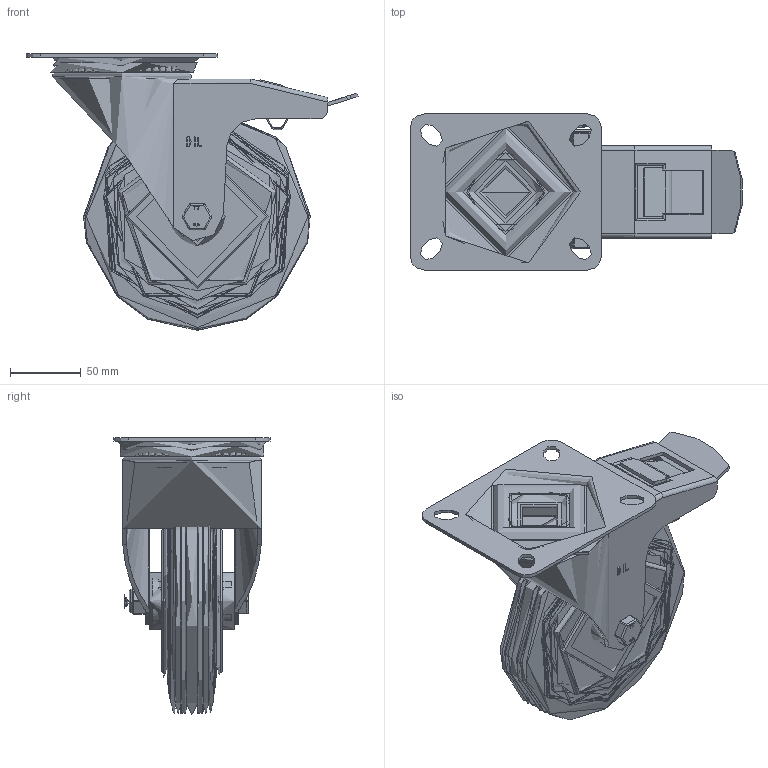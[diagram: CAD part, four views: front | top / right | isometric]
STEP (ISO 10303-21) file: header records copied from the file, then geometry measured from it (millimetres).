
FILE_DESCRIPTION(/* description */ (''),/* implementation_level */ '2;1');
FILE_NAME(/* name */ 'BZMM160GRBSWB.step',/* time_stamp */ '2024-06-26T12:53:30+01:00',/* author */ (''),/* organization */ (''),/* preprocessor_version */ 'ST-DEVELOPER v20',/* originating_system */ 'Autodesk Translation Framework v13.14.0.145',/* authorisation */ '');
FILE_SCHEMA (('AUTOMOTIVE_DESIGN { 1 0 10303 214 3 1 1 }'));
Products named in the file (27): BZMM160GRBSWB; BZMM150ASSWBLITE v1; ZINC PLATED, PRESSED STEEL TOP PLATE; ZINC PLATED, PRESSED STEEL TOP PLATE Geometry; BALL BEARINGS; Component1; ZINC PLATED, PRESSED STEEL FORKS; BEARING SEAL; BRAKE PEDAL; BRAKE PAD; BZH160WGRRB v1; RUBBER TYRE; POLYPROPYLENE RIM; POLYPROPYLENE RIM Geometry; CAP; ROLLER BEARING; CAGE; Pattern; Component1 (1); TUBEM20X60 v1; ZINC PLATED STEEL TUBE; HEXBOLTM12X80Z8.8 v2; GRADE 8.8 ZINC PLATED BOLT; NYLOCM12Z v1; NYLOC NUT; NUT; RUBBER
Assembly tree (72 placements, depth 5):
  BZMM160GRBSWB
    BZMM150ASSWBLITE v1
      ZINC PLATED, PRESSED STEEL TOP PLATE
        ZINC PLATED, PRESSED STEEL TOP PLATE Geometry
        BALL BEARINGS
          Component1  x40
      ZINC PLATED, PRESSED STEEL FORKS
      BEARING SEAL
      BRAKE PEDAL
      BRAKE PAD
    BZH160WGRRB v1
      RUBBER TYRE
      POLYPROPYLENE RIM
        POLYPROPYLENE RIM Geometry
        CAP
      ROLLER BEARING
        CAGE
        Pattern
          Component1 (1)  x8
    TUBEM20X60 v1
      ZINC PLATED STEEL TUBE
    HEXBOLTM12X80Z8.8 v2
      GRADE 8.8 ZINC PLATED BOLT
    NYLOCM12Z v1
      NYLOC NUT
        NUT
        RUBBER
Bounding box: 233.89 x 110 x 195 mm (x, y, z)
Volume: 785093 mm3; surface area: 292079 mm2
Topology: 61 solids, 61 shells, 886 faces, 2290 edges, 1465 vertices
Faces by surface type: plane 315, cylinder 204, bspline 182, torus 81, sphere 58, cone 46
Full cylindrical faces by diameter (mm): 7.5 x8, 9.836 x18, 10.2 x2, 11.834 x18, 12 x3, 12.5 x1, 14 x2, 18 x1, 18.5 x1, 19.9 x1, 20 x3, 33.75 x1, 34 x2, 34.9 x1, 35 x1, 39.75 x2, 40 x2, 50 x1, 78 x1, 85 x2, 93 x1, 94 x2, 98 x1, 101 x2, 158.4 x2
Entity records: 63195 total; most frequent: CARTESIAN_POINT 42848, ORIENTED_EDGE 4300, DIRECTION 3785, EDGE_CURVE 2150, AXIS2_PLACEMENT_3D 1461, VERTEX_POINT 1373, EDGE_LOOP 899, LINE 863
